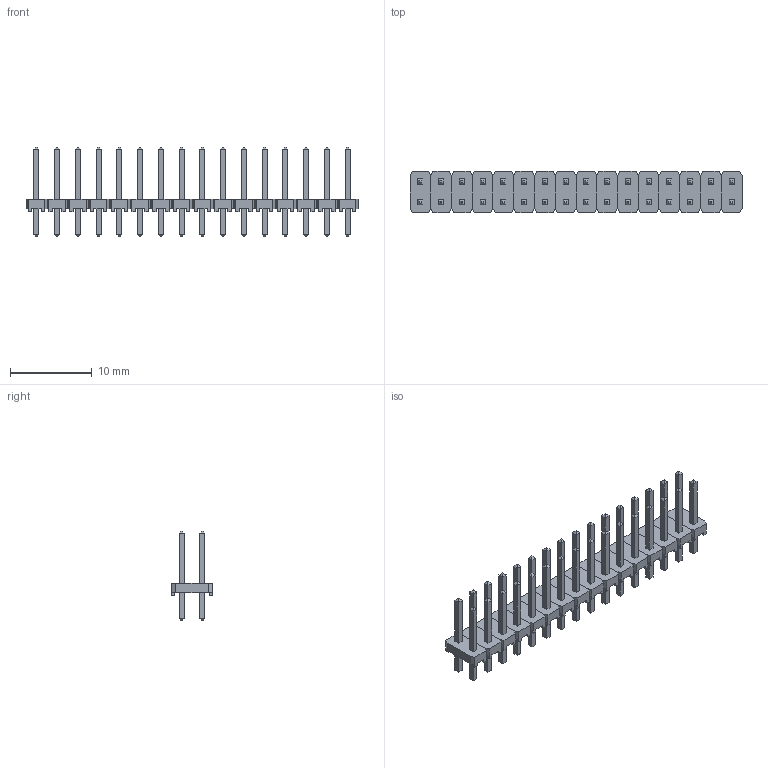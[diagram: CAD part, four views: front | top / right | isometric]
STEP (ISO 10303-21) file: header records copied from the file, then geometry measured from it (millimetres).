
FILE_DESCRIPTION(/* description */ (''),/* implementation_level */ '2;1');
FILE_NAME(/* name */ 'SAMTEC_MTLW-116-07-L-D-250.stp',/* time_stamp */ '2016-11-24T13:07:43+01:00',/* author */ ('riccim'),/* organization */ (''),/* preprocessor_version */ 'ST-DEVELOPER v15.5',/* originating_system */ 'AutoCAD Mechanical',/* authorisation */ '');
FILE_SCHEMA (('AUTOMOTIVE_DESIGN { 1 0 10303 214 3 1 1 }'));
Length unit declared in the file: millimetre
Products named in the file (1): Product
Bounding box: 40.64 x 5.03 x 10.92 mm (x, y, z)
Volume: 356.4 mm3; surface area: 1524.4 mm2
Topology: 80 solids, 80 shells, 1056 faces, 2368 edges, 1472 vertices
Faces by surface type: plane 1056
Entity records: 28259 total; most frequent: CARTESIAN_POINT 4897, ORIENTED_EDGE 4736, DIRECTION 4482, LINE 2368, VECTOR 2368, EDGE_CURVE 2368, VERTEX_POINT 1472, AXIS2_PLACEMENT_3D 1057
